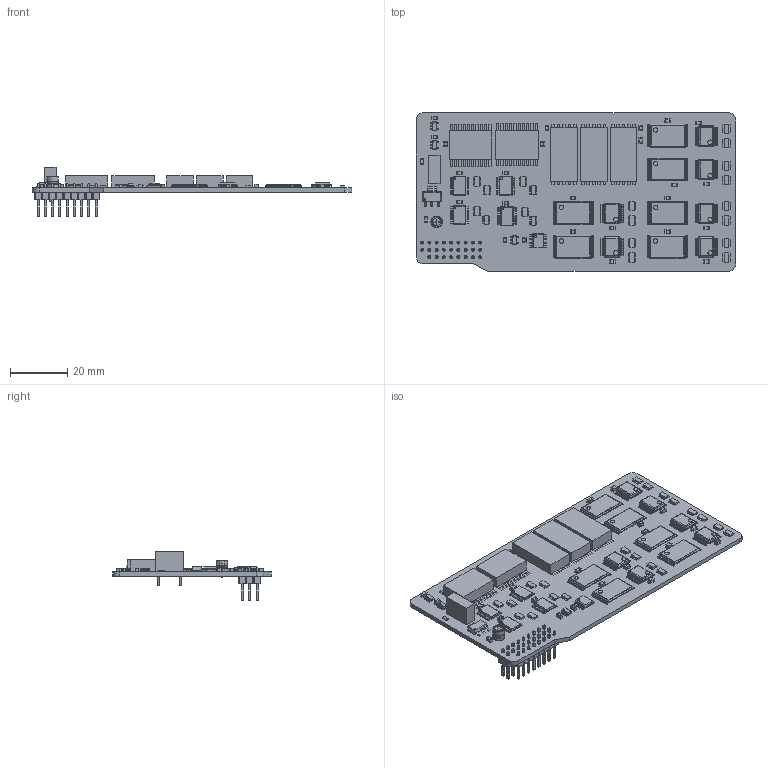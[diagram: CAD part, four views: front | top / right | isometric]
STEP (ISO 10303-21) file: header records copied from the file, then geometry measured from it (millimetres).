
FILE_DESCRIPTION(('KiCad electronic assembly'),'2;1');
FILE_NAME('W65C816 Opcode Display.step','2024-12-03T10:28:46',('Pcbnew') ,('Kicad'),'Open CASCADE STEP processor 7.8','KiCad to STEP converter' ,'Unknown');
FILE_SCHEMA(('AUTOMOTIVE_DESIGN { 1 0 10303 214 1 1 1 1 }'));
Length unit declared in the file: millimetre
Products named in the file (34): W65C816 Opcode Display 1; C_0805_2012Metric; KCPSA04-107; ASSEMBLY; BV1LB150FJ-CE2; SOP-J8; CAY16-470J4LF; 74VHCT573AFT; SST39VF010-70-4I-WHE-T; NDS-01V; R_0805_2012Metric; M74VHC1G126DTT1G; KCDC03-123; SN74ABT245BDBR; DB0020A_ASM; LD1117S33; CP_Radial_D4.0mm_P2.00mm; CP_Radial_D40mm_P200mm; AP7365-33WG-7; PinHeader_1x09_P2.54mm_Vertical; PinHeader_1x09_P254mm_Vertical; PinHeader_1x08_P2.54mm_Vertical; PinHeader_1x08_P254mm_Vertical; _autosave-W65C816 Opcode Display_PCB
Assembly tree (95 placements, depth 3):
  W65C816 Opcode Display 1
    C_0805_2012Metric  x26
      C_0805_2012Metric
    KCPSA04-107  x3
      ASSEMBLY
    BV1LB150FJ-CE2
      SOP-J8
    CAY16-470J4LF  x20
      ASSEMBLY
    74VHCT573AFT  x4
      ASSEMBLY
    SST39VF010-70-4I-WHE-T  x6
      ASSEMBLY
    NDS-01V
      ASSEMBLY
    R_0805_2012Metric
      R_0805_2012Metric
    M74VHC1G126DTT1G  x2
      ASSEMBLY
    KCDC03-123  x2
      ASSEMBLY
    SN74ABT245BDBR  x6
      DB0020A_ASM
    LD1117S33
      LD1117S33
    CP_Radial_D4.0mm_P2.00mm
      CP_Radial_D40mm_P200mm
    AP7365-33WG-7
      ASSEMBLY
    PinHeader_1x09_P2.54mm_Vertical  x2
      PinHeader_1x09_P254mm_Vertical
    PinHeader_1x08_P2.54mm_Vertical
      PinHeader_1x08_P254mm_Vertical
    _autosave-W65C816 Opcode Display_PCB
Bounding box: 111.78 x 55.52 x 17.39 mm (x, y, z)
Volume: 15337.7 mm3; surface area: 21546.2 mm2
Topology: 743 solids, 744 shells, 9341 faces, 22568 edges, 14837 vertices
Faces by surface type: plane 7259, cylinder 2018, bspline 56, revolution 6, torus 2
Full cylindrical faces by diameter (mm): 0.188 x2, 0.2 x1, 0.3 x2, 0.55 x4, 0.77 x4, 1 x30, 1.55 x6
Entity records: 72855 total; most frequent: CARTESIAN_POINT 12892, ORIENTED_EDGE 11110, DIRECTION 11100, EDGE_CURVE 5555, LINE 4624, VECTOR 4624, VERTEX_POINT 3607, AXIS2_PLACEMENT_3D 3235
